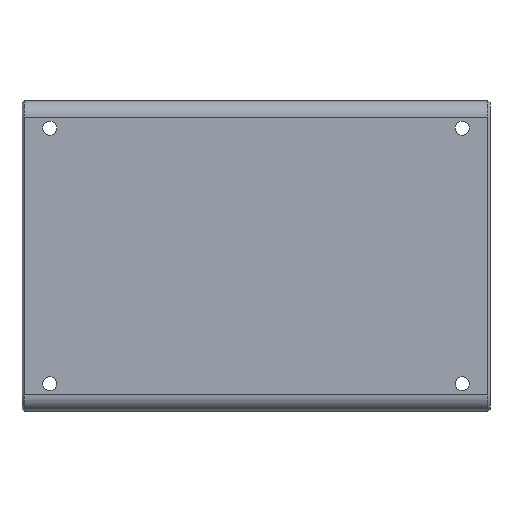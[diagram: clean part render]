
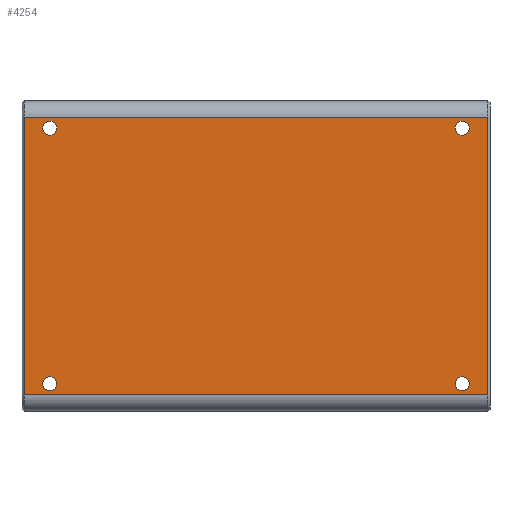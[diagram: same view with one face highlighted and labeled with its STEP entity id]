
A CAD part, top view. The second image highlights one B-rep face of the part: STEP entity #4254.
In plain terms, the highlighted planar face has unit normal (0, 0, 1).
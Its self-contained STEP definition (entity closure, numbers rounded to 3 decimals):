
#106=FACE_BOUND('',#587,.T.);
#107=FACE_BOUND('',#588,.T.);
#108=FACE_BOUND('',#589,.T.);
#109=FACE_BOUND('',#590,.T.);
#152=CIRCLE('',#4555,1.7);
#153=CIRCLE('',#4557,1.7);
#154=CIRCLE('',#4559,1.7);
#155=CIRCLE('',#4561,1.7);
#343=FACE_OUTER_BOUND('',#586,.T.);
#586=EDGE_LOOP('',(#3347,#3348,#3349,#3350));
#587=EDGE_LOOP('',(#3351));
#588=EDGE_LOOP('',(#3352));
#589=EDGE_LOOP('',(#3353));
#590=EDGE_LOOP('',(#3354));
#992=LINE('',#6678,#1490);
#1003=LINE('',#6716,#1501);
#1004=LINE('',#6719,#1502);
#1005=LINE('',#6720,#1503);
#1490=VECTOR('',#5352,10.);
#1501=VECTOR('',#5399,10.);
#1502=VECTOR('',#5402,10.);
#1503=VECTOR('',#5403,10.);
#1920=VERTEX_POINT('',#6672);
#1921=VERTEX_POINT('',#6676);
#1922=VERTEX_POINT('',#6680);
#1923=VERTEX_POINT('',#6684);
#1924=VERTEX_POINT('',#6688);
#1925=VERTEX_POINT('',#6692);
#1930=VERTEX_POINT('',#6714);
#1931=VERTEX_POINT('',#6718);
#2422=EDGE_CURVE('',#1920,#1921,#992,.T.);
#2423=EDGE_CURVE('',#1922,#1922,#152,.T.);
#2425=EDGE_CURVE('',#1923,#1923,#153,.T.);
#2427=EDGE_CURVE('',#1924,#1924,#154,.T.);
#2429=EDGE_CURVE('',#1925,#1925,#155,.T.);
#2441=EDGE_CURVE('',#1930,#1920,#1003,.T.);
#2442=EDGE_CURVE('',#1931,#1930,#1004,.T.);
#2443=EDGE_CURVE('',#1921,#1931,#1005,.T.);
#3347=ORIENTED_EDGE('',*,*,#2442,.F.);
#3348=ORIENTED_EDGE('',*,*,#2443,.F.);
#3349=ORIENTED_EDGE('',*,*,#2422,.F.);
#3350=ORIENTED_EDGE('',*,*,#2441,.F.);
#3351=ORIENTED_EDGE('',*,*,#2429,.T.);
#3352=ORIENTED_EDGE('',*,*,#2427,.T.);
#3353=ORIENTED_EDGE('',*,*,#2425,.T.);
#3354=ORIENTED_EDGE('',*,*,#2423,.T.);
#4057=PLANE('',#4572);
#4254=ADVANCED_FACE('',(#343,#106,#107,#108,#109),#4057,.F.);
#4555=AXIS2_PLACEMENT_3D('',#6681,#5355,#5356);
#4557=AXIS2_PLACEMENT_3D('',#6685,#5360,#5361);
#4559=AXIS2_PLACEMENT_3D('',#6689,#5365,#5366);
#4561=AXIS2_PLACEMENT_3D('',#6693,#5370,#5371);
#4572=AXIS2_PLACEMENT_3D('',#6717,#5400,#5401);
#5352=DIRECTION('',(0.,-1.,0.));
#5355=DIRECTION('center_axis',(0.,0.,-1.));
#5356=DIRECTION('ref_axis',(-1.,0.,0.));
#5360=DIRECTION('center_axis',(0.,0.,-1.));
#5361=DIRECTION('ref_axis',(-1.,0.,0.));
#5365=DIRECTION('center_axis',(0.,0.,-1.));
#5366=DIRECTION('ref_axis',(-1.,0.,0.));
#5370=DIRECTION('center_axis',(0.,0.,-1.));
#5371=DIRECTION('ref_axis',(-1.,0.,0.));
#5399=DIRECTION('',(1.,0.,0.));
#5400=DIRECTION('center_axis',(0.,0.,-1.));
#5401=DIRECTION('ref_axis',(1.,0.,0.));
#5402=DIRECTION('',(0.,1.,0.));
#5403=DIRECTION('',(-1.,0.,0.));
#6672=CARTESIAN_POINT('',(112.658,-3.206,-17.));
#6676=CARTESIAN_POINT('',(112.658,-70.786,-17.));
#6678=CARTESIAN_POINT('',(112.658,-19.351,-17.));
#6680=CARTESIAN_POINT('',(7.671,-68.111,-17.));
#6681=CARTESIAN_POINT('Origin',(5.971,-68.111,-17.));
#6684=CARTESIAN_POINT('',(108.111,-68.111,-17.));
#6685=CARTESIAN_POINT('Origin',(106.411,-68.111,-17.));
#6688=CARTESIAN_POINT('',(7.671,-5.881,-17.));
#6689=CARTESIAN_POINT('Origin',(5.971,-5.881,-17.));
#6692=CARTESIAN_POINT('',(108.111,-5.881,-17.));
#6693=CARTESIAN_POINT('Origin',(106.411,-5.881,-17.));
#6714=CARTESIAN_POINT('',(-0.276,-3.206,-17.));
#6716=CARTESIAN_POINT('',(28.957,-3.206,-17.));
#6717=CARTESIAN_POINT('Origin',(56.191,-36.996,-17.));
#6718=CARTESIAN_POINT('',(-0.276,-70.786,-17.));
#6719=CARTESIAN_POINT('',(-0.276,-54.642,-17.));
#6720=CARTESIAN_POINT('',(83.425,-70.786,-17.));
